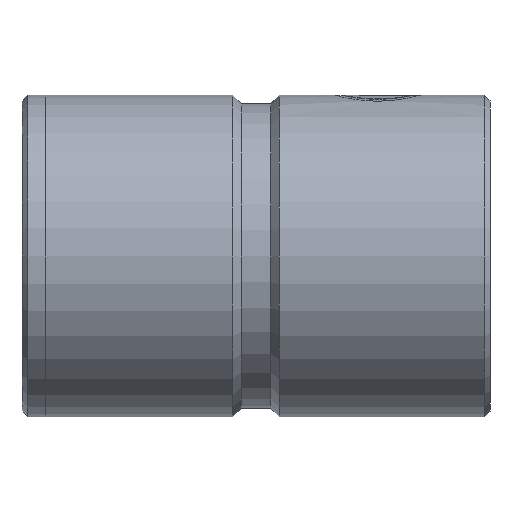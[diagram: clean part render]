
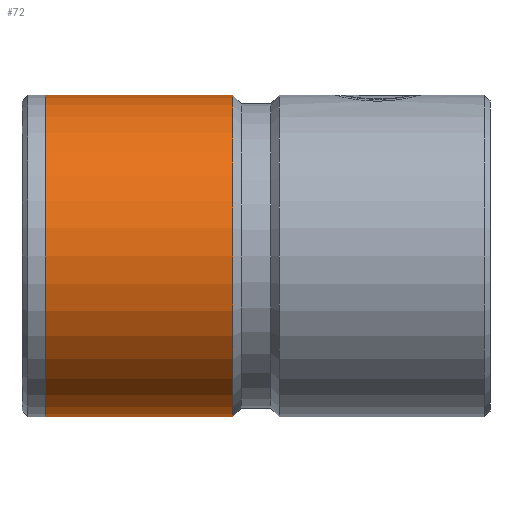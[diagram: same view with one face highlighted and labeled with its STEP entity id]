
A CAD part, left-side view. The second image highlights one B-rep face of the part: STEP entity #72.
In plain terms, the highlighted cylindrical face has radius 27.5 mm (diameter 55 mm), a partial arc.
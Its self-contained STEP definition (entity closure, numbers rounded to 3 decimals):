
#72 = ADVANCED_FACE ( 'NONE', ( #132 ), #456, .T. ) ;
#85 = ORIENTED_EDGE ( 'NONE', *, *, #634, .F. ) ;
#102 = EDGE_CURVE ( 'NONE', #629, #1437, #1434, .T. ) ;
#132 = FACE_OUTER_BOUND ( 'NONE', #1260, .T. ) ;
#242 = VERTEX_POINT ( 'NONE', #1467 ) ;
#260 = ORIENTED_EDGE ( 'NONE', *, *, #1505, .T. ) ;
#304 = DIRECTION ( 'NONE',  ( 0., -1., 0. ) ) ;
#315 = DIRECTION ( 'NONE',  ( 0., -1., 0. ) ) ;
#344 = LINE ( 'NONE', #1535, #1029 ) ;
#359 = CIRCLE ( 'NONE', #1283, 27.5 ) ;
#442 = VERTEX_POINT ( 'NONE', #690 ) ;
#456 = CYLINDRICAL_SURFACE ( 'NONE', #688, 27.5 ) ;
#507 = ORIENTED_EDGE ( 'NONE', *, *, #981, .F. ) ;
#530 = CARTESIAN_POINT ( 'NONE',  ( 0., 0., -27.5 ) ) ;
#621 = DIRECTION ( 'NONE',  ( 0., -1., 0. ) ) ;
#629 = VERTEX_POINT ( 'NONE', #1615 ) ;
#634 = EDGE_CURVE ( 'NONE', #442, #242, #359, .T. ) ;
#688 = AXIS2_PLACEMENT_3D ( 'NONE', #1482, #304, #1636 ) ;
#690 = CARTESIAN_POINT ( 'NONE',  ( 0., 44., 27.5 ) ) ;
#755 = DIRECTION ( 'NONE',  ( 0., -1., 0. ) ) ;
#773 = AXIS2_PLACEMENT_3D ( 'NONE', #1391, #621, #1522 ) ;
#925 = DIRECTION ( 'NONE',  ( 0., -1., 0. ) ) ;
#981 = EDGE_CURVE ( 'NONE', #629, #442, #344, .T. ) ;
#1029 = VECTOR ( 'NONE', #755, 1000. ) ;
#1099 = CARTESIAN_POINT ( 'NONE',  ( 0., 44., 0. ) ) ;
#1228 = DIRECTION ( 'NONE',  ( 0., 0., -1. ) ) ;
#1260 = EDGE_LOOP ( 'NONE', ( #507, #1660, #260, #85 ) ) ;
#1283 = AXIS2_PLACEMENT_3D ( 'NONE', #1099, #315, #1228 ) ;
#1358 = VECTOR ( 'NONE', #925, 1000. ) ;
#1391 = CARTESIAN_POINT ( 'NONE',  ( 0., 76., 0. ) ) ;
#1434 = CIRCLE ( 'NONE', #773, 27.5 ) ;
#1437 = VERTEX_POINT ( 'NONE', #1593 ) ;
#1467 = CARTESIAN_POINT ( 'NONE',  ( 0., 44., -27.5 ) ) ;
#1482 = CARTESIAN_POINT ( 'NONE',  ( 0., 0., 0. ) ) ;
#1505 = EDGE_CURVE ( 'NONE', #1437, #242, #1686, .T. ) ;
#1522 = DIRECTION ( 'NONE',  ( 0., 0., -1. ) ) ;
#1535 = CARTESIAN_POINT ( 'NONE',  ( 0., 0., 27.5 ) ) ;
#1593 = CARTESIAN_POINT ( 'NONE',  ( 0., 76., -27.5 ) ) ;
#1615 = CARTESIAN_POINT ( 'NONE',  ( 0., 76., 27.5 ) ) ;
#1636 = DIRECTION ( 'NONE',  ( 0., 0., -1. ) ) ;
#1660 = ORIENTED_EDGE ( 'NONE', *, *, #102, .T. ) ;
#1686 = LINE ( 'NONE', #530, #1358 ) ;
